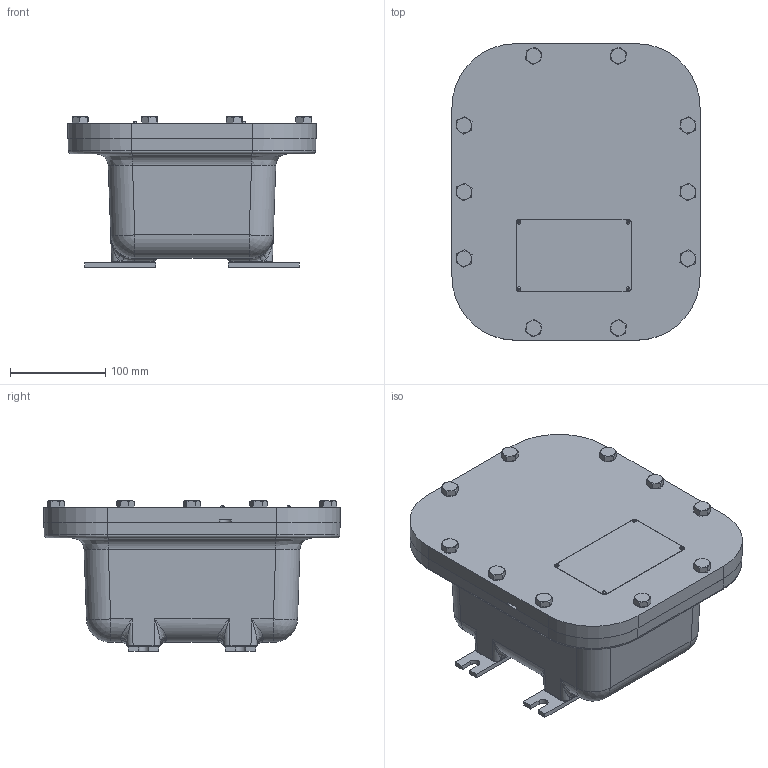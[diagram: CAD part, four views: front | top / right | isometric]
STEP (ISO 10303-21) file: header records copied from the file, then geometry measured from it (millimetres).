
FILE_DESCRIPTION(/* description */ (''),/* implementation_level */ '2;1');
FILE_NAME(/* name */ 'KIL_EXBLTP-684 N34.stp',/* time_stamp */ '2018-01-10T11:00:02+06:00',/* author */ ('ypadmaraja'),/* organization */ (''),/* preprocessor_version */ 'ST-DEVELOPER v16.13',/* originating_system */ 'Autodesk Inventor 2018',/* authorisation */ '');
FILE_SCHEMA (('AUTOMOTIVE_DESIGN { 1 0 10303 214 3 1 1 }'));
Length unit declared in the file: inch
Products named in the file (9): EXBLTP - 684 N4; 25959ABAM (EXBLT-684); 25344AAAM; 15688; 15703; 20859AAAB; SEE NX DRAWING 16464.PRT; 0725115B; 14729AAIB-68
Assembly tree (30 placements, depth 2):
  EXBLTP - 684 N4
    25959ABAM (EXBLT-684)
    25344AAAM
    15688  x4
    15703  x8
    20859AAAB
    SEE NX DRAWING 16464.PRT  x4
    0725115B  x10
    14729AAIB-68
Bounding box: 260.35 x 311.15 x 158.2 mm (x, y, z)
Volume: 3367120.6 mm3; surface area: 588633.2 mm2
Topology: 30 solids, 31 shells, 1064 faces, 2531 edges, 1598 vertices
Faces by surface type: plane 509, bspline 203, cylinder 178, cone 124, torus 38, sphere 12
Full cylindrical faces by diameter (mm): 2.502 x4, 2.778 x4, 4.978 x8, 6.144 x8, 7.144 x8, 7.798 x4, 9.144 x10, 11.125 x10, 11.906 x10, 13.494 x8, 15.367 x10
Entity records: 25210 total; most frequent: CARTESIAN_POINT 9790, ORIENTED_EDGE 3058, DIRECTION 2575, EDGE_CURVE 1529, VERTEX_POINT 1020, AXIS2_PLACEMENT_3D 898, EDGE_LOOP 869, LINE 779
